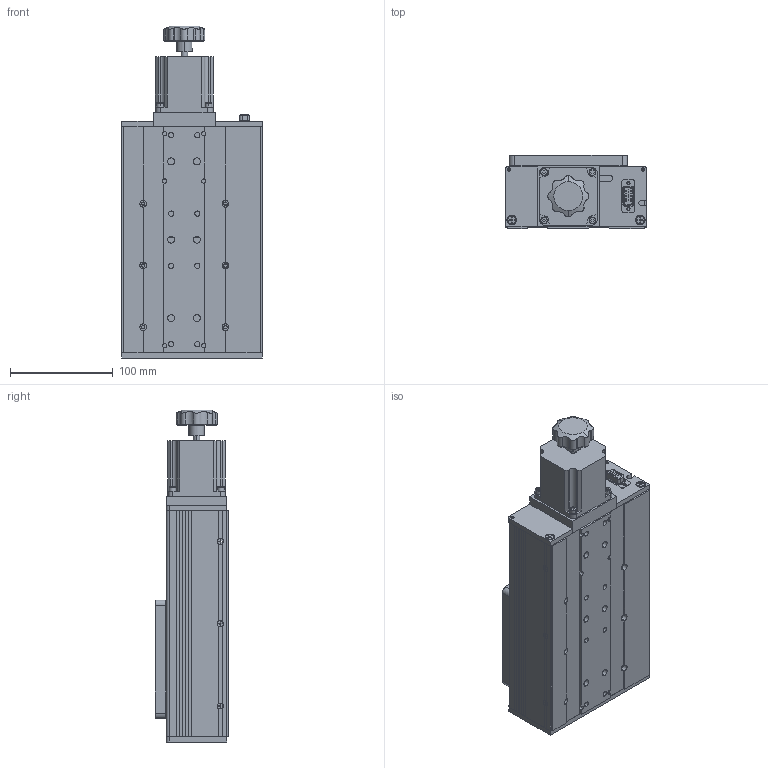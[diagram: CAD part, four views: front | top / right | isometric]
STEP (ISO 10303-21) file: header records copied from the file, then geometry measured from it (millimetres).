
FILE_DESCRIPTION (( 'STEP AP214' ), '1' );
FILE_NAME ('08HMT-50.STEP', '2018-09-26T08:00:17', ( '' ), ( '' ), 'SwSTEP 2.0', 'SolidWorks 2016', '' );
FILE_SCHEMA (( 'AUTOMOTIVE_DESIGN' ));
Length unit declared in the file: millimetre
Products named in the file (1): 08HMT-50
Bounding box: 137 x 71 x 322.8 mm (x, y, z)
Surface area: 227388.2 mm2 (no closed solid volume)
Topology: 0 solids, 40 shells, 736 faces, 2499 edges, 1782 vertices
Faces by surface type: plane 353, cylinder 268, cone 81, torus 26, sphere 8
Entity records: 35765 total; most frequent: CARTESIAN_POINT 5456, DIRECTION 4841, ORIENTED_EDGE 4120, EDGE_CURVE 2499, VERTEX_POINT 1782, AXIS2_PLACEMENT_3D 1671, VECTOR 1499, LINE 1499
